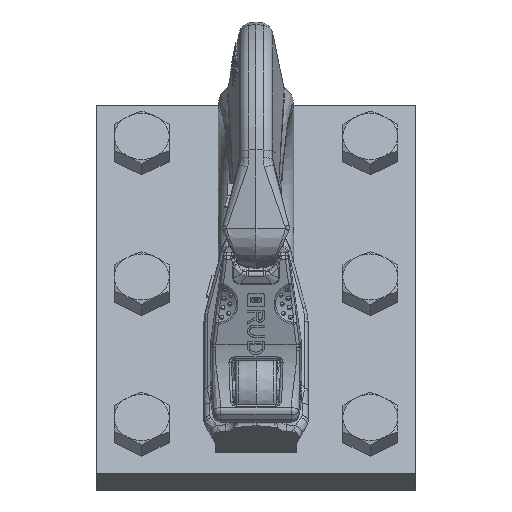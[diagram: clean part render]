
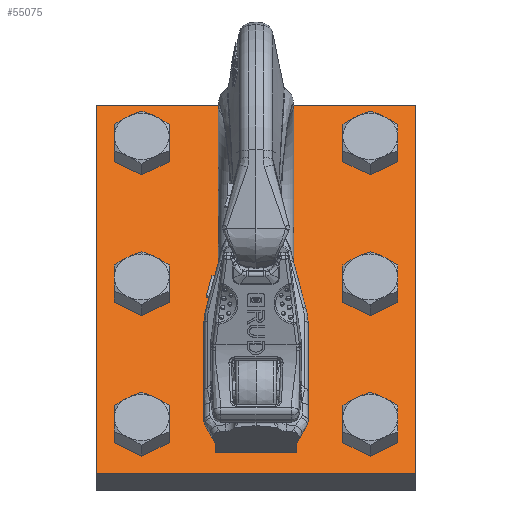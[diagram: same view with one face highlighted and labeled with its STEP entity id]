
A CAD part, left-side view. The second image highlights one B-rep face of the part: STEP entity #55075.
In plain terms, the highlighted face is planar.
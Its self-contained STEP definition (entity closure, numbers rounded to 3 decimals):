
#54750=CARTESIAN_POINT('',(75.,110.,20.));
#54751=DIRECTION('',(0.,0.,-1.));
#54752=DIRECTION('',(1.,0.,0.));
#54753=AXIS2_PLACEMENT_3D('',#54750,#54751,#54752);
#54755=CARTESIAN_POINT('',(75.,110.,20.));
#54756=DIRECTION('',(0.,0.,-1.));
#54757=DIRECTION('',(-1.,0.,0.));
#54758=AXIS2_PLACEMENT_3D('',#54755,#54756,#54757);
#54760=CARTESIAN_POINT('',(75.,0.,20.));
#54761=DIRECTION('',(0.,0.,-1.));
#54762=DIRECTION('',(1.,0.,0.));
#54763=AXIS2_PLACEMENT_3D('',#54760,#54761,#54762);
#54765=CARTESIAN_POINT('',(75.,0.,20.));
#54766=DIRECTION('',(0.,0.,-1.));
#54767=DIRECTION('',(-1.,0.,0.));
#54768=AXIS2_PLACEMENT_3D('',#54765,#54766,#54767);
#54770=CARTESIAN_POINT('',(75.,-110.,20.));
#54771=DIRECTION('',(0.,0.,-1.));
#54772=DIRECTION('',(1.,0.,0.));
#54773=AXIS2_PLACEMENT_3D('',#54770,#54771,#54772);
#54775=CARTESIAN_POINT('',(75.,-110.,20.));
#54776=DIRECTION('',(0.,0.,-1.));
#54777=DIRECTION('',(-1.,0.,0.));
#54778=AXIS2_PLACEMENT_3D('',#54775,#54776,#54777);
#54780=CARTESIAN_POINT('',(-75.,110.,20.));
#54781=DIRECTION('',(0.,0.,-1.));
#54782=DIRECTION('',(1.,0.,0.));
#54783=AXIS2_PLACEMENT_3D('',#54780,#54781,#54782);
#54785=CARTESIAN_POINT('',(-75.,110.,20.));
#54786=DIRECTION('',(0.,0.,-1.));
#54787=DIRECTION('',(-1.,0.,0.));
#54788=AXIS2_PLACEMENT_3D('',#54785,#54786,#54787);
#54790=CARTESIAN_POINT('',(-75.,0.,20.));
#54791=DIRECTION('',(0.,0.,-1.));
#54792=DIRECTION('',(1.,0.,0.));
#54793=AXIS2_PLACEMENT_3D('',#54790,#54791,#54792);
#54795=CARTESIAN_POINT('',(-75.,0.,20.));
#54796=DIRECTION('',(0.,0.,-1.));
#54797=DIRECTION('',(-1.,0.,0.));
#54798=AXIS2_PLACEMENT_3D('',#54795,#54796,#54797);
#54800=CARTESIAN_POINT('',(-75.,-110.,20.));
#54801=DIRECTION('',(0.,0.,-1.));
#54802=DIRECTION('',(1.,0.,0.));
#54803=AXIS2_PLACEMENT_3D('',#54800,#54801,#54802);
#54805=CARTESIAN_POINT('',(-75.,-110.,20.));
#54806=DIRECTION('',(0.,0.,-1.));
#54807=DIRECTION('',(-1.,0.,0.));
#54808=AXIS2_PLACEMENT_3D('',#54805,#54806,#54807);
#54810=DIRECTION('',(0.,-1.,0.));
#54811=VECTOR('',#54810,288.);
#54812=CARTESIAN_POINT('',(-105.,144.,20.));
#54813=LINE('',#54812,#54811);
#54814=DIRECTION('',(-1.,0.,0.));
#54815=VECTOR('',#54814,210.);
#54816=CARTESIAN_POINT('',(105.,144.,20.));
#54817=LINE('',#54816,#54815);
#54818=DIRECTION('',(0.,1.,0.));
#54819=VECTOR('',#54818,288.);
#54820=CARTESIAN_POINT('',(105.,-144.,20.));
#54821=LINE('',#54820,#54819);
#54822=DIRECTION('',(1.,0.,0.));
#54823=VECTOR('',#54822,210.);
#54824=CARTESIAN_POINT('',(-105.,-144.,20.));
#54825=LINE('',#54824,#54823);
#54914=CARTESIAN_POINT('',(87.5,110.,20.));
#54915=CARTESIAN_POINT('',(62.5,110.,20.));
#54916=VERTEX_POINT('',#54914);
#54917=VERTEX_POINT('',#54915);
#54918=CARTESIAN_POINT('',(87.5,0.,20.));
#54919=CARTESIAN_POINT('',(62.5,0.,20.));
#54920=VERTEX_POINT('',#54918);
#54921=VERTEX_POINT('',#54919);
#54922=CARTESIAN_POINT('',(87.5,-110.,20.));
#54923=CARTESIAN_POINT('',(62.5,-110.,20.));
#54924=VERTEX_POINT('',#54922);
#54925=VERTEX_POINT('',#54923);
#54926=CARTESIAN_POINT('',(-62.5,110.,20.));
#54927=CARTESIAN_POINT('',(-87.5,110.,20.));
#54928=VERTEX_POINT('',#54926);
#54929=VERTEX_POINT('',#54927);
#54930=CARTESIAN_POINT('',(-62.5,0.,20.));
#54931=CARTESIAN_POINT('',(-87.5,0.,20.));
#54932=VERTEX_POINT('',#54930);
#54933=VERTEX_POINT('',#54931);
#54934=CARTESIAN_POINT('',(-62.5,-110.,20.));
#54935=CARTESIAN_POINT('',(-87.5,-110.,20.));
#54936=VERTEX_POINT('',#54934);
#54937=VERTEX_POINT('',#54935);
#54938=CARTESIAN_POINT('',(-105.,144.,20.));
#54939=CARTESIAN_POINT('',(-105.,-144.,20.));
#54940=VERTEX_POINT('',#54938);
#54941=VERTEX_POINT('',#54939);
#54942=CARTESIAN_POINT('',(105.,-144.,20.));
#54943=VERTEX_POINT('',#54942);
#54944=CARTESIAN_POINT('',(105.,144.,20.));
#54945=VERTEX_POINT('',#54944);
#55026=CARTESIAN_POINT('',(0.,0.,20.));
#55027=DIRECTION('',(0.,0.,1.));
#55028=DIRECTION('',(1.,0.,0.));
#55029=AXIS2_PLACEMENT_3D('',#55026,#55027,#55028);
#55030=PLANE('',#55029);
#55032=ORIENTED_EDGE('',*,*,#55031,.F.);
#55034=ORIENTED_EDGE('',*,*,#55033,.F.);
#55036=ORIENTED_EDGE('',*,*,#55035,.F.);
#55038=ORIENTED_EDGE('',*,*,#55037,.F.);
#55039=EDGE_LOOP('',(#55032,#55034,#55036,#55038));
#55040=FACE_OUTER_BOUND('',#55039,.F.);
#55041=ORIENTED_EDGE('',*,*,#55006,.F.);
#55042=ORIENTED_EDGE('',*,*,#55020,.F.);
#55043=EDGE_LOOP('',(#55041,#55042));
#55044=FACE_BOUND('',#55043,.F.);
#55046=ORIENTED_EDGE('',*,*,#55045,.F.);
#55048=ORIENTED_EDGE('',*,*,#55047,.F.);
#55049=EDGE_LOOP('',(#55046,#55048));
#55050=FACE_BOUND('',#55049,.F.);
#55052=ORIENTED_EDGE('',*,*,#55051,.F.);
#55054=ORIENTED_EDGE('',*,*,#55053,.F.);
#55055=EDGE_LOOP('',(#55052,#55054));
#55056=FACE_BOUND('',#55055,.F.);
#55058=ORIENTED_EDGE('',*,*,#55057,.F.);
#55060=ORIENTED_EDGE('',*,*,#55059,.F.);
#55061=EDGE_LOOP('',(#55058,#55060));
#55062=FACE_BOUND('',#55061,.F.);
#55064=ORIENTED_EDGE('',*,*,#55063,.F.);
#55066=ORIENTED_EDGE('',*,*,#55065,.F.);
#55067=EDGE_LOOP('',(#55064,#55066));
#55068=FACE_BOUND('',#55067,.F.);
#55070=ORIENTED_EDGE('',*,*,#55069,.F.);
#55072=ORIENTED_EDGE('',*,*,#55071,.F.);
#55073=EDGE_LOOP('',(#55070,#55072));
#55074=FACE_BOUND('',#55073,.F.);
#55075=ADVANCED_FACE('',(#55040,#55044,#55050,#55056,#55062,#55068,#55074),
#55030,.T.);
#54754=CIRCLE('',#54753,12.5);
#54759=CIRCLE('',#54758,12.5);
#54764=CIRCLE('',#54763,12.5);
#54769=CIRCLE('',#54768,12.5);
#54774=CIRCLE('',#54773,12.5);
#54779=CIRCLE('',#54778,12.5);
#54784=CIRCLE('',#54783,12.5);
#54789=CIRCLE('',#54788,12.5);
#54794=CIRCLE('',#54793,12.5);
#54799=CIRCLE('',#54798,12.5);
#54804=CIRCLE('',#54803,12.5);
#54809=CIRCLE('',#54808,12.5);
#55006=EDGE_CURVE('',#54916,#54917,#54754,.T.);
#55020=EDGE_CURVE('',#54917,#54916,#54759,.T.);
#55031=EDGE_CURVE('',#54940,#54941,#54813,.T.);
#55033=EDGE_CURVE('',#54945,#54940,#54817,.T.);
#55035=EDGE_CURVE('',#54943,#54945,#54821,.T.);
#55037=EDGE_CURVE('',#54941,#54943,#54825,.T.);
#55045=EDGE_CURVE('',#54920,#54921,#54764,.T.);
#55047=EDGE_CURVE('',#54921,#54920,#54769,.T.);
#55051=EDGE_CURVE('',#54924,#54925,#54774,.T.);
#55053=EDGE_CURVE('',#54925,#54924,#54779,.T.);
#55057=EDGE_CURVE('',#54928,#54929,#54784,.T.);
#55059=EDGE_CURVE('',#54929,#54928,#54789,.T.);
#55063=EDGE_CURVE('',#54932,#54933,#54794,.T.);
#55065=EDGE_CURVE('',#54933,#54932,#54799,.T.);
#55069=EDGE_CURVE('',#54936,#54937,#54804,.T.);
#55071=EDGE_CURVE('',#54937,#54936,#54809,.T.);
